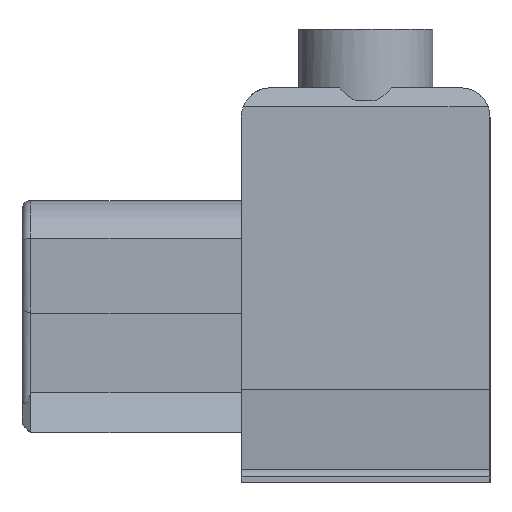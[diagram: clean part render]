
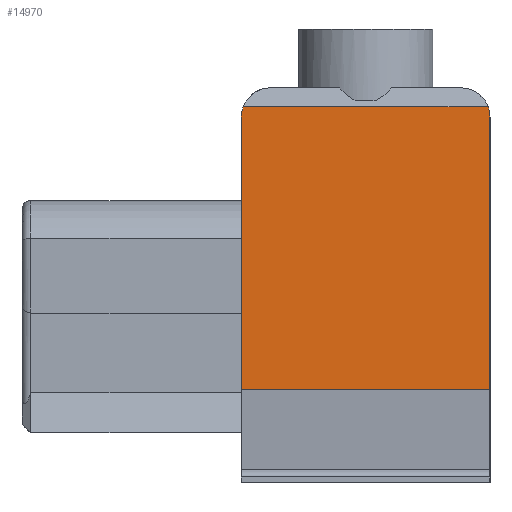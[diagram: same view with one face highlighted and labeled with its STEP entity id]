
A CAD part, left-side view. The second image highlights one B-rep face of the part: STEP entity #14970.
In plain terms, the highlighted planar face has unit normal (-1, 0, 0).
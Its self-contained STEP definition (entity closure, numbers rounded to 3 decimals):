
#494=CIRCLE('',#15754,1.);
#495=CIRCLE('',#15755,1.);
#1463=ORIENTED_EDGE('',*,*,#3943,.F.);
#1464=ORIENTED_EDGE('',*,*,#4632,.T.);
#1465=ORIENTED_EDGE('',*,*,#4061,.T.);
#1466=ORIENTED_EDGE('',*,*,#4633,.T.);
#1467=ORIENTED_EDGE('',*,*,#4634,.F.);
#1468=ORIENTED_EDGE('',*,*,#4635,.T.);
#3943=EDGE_CURVE('',#5558,#5559,#6590,.T.);
#4061=EDGE_CURVE('',#5677,#5676,#6690,.T.);
#4632=EDGE_CURVE('',#5558,#5677,#7118,.T.);
#4633=EDGE_CURVE('',#5676,#6184,#494,.T.);
#4634=EDGE_CURVE('',#6185,#6184,#7119,.T.);
#4635=EDGE_CURVE('',#6185,#5559,#495,.T.);
#5558=VERTEX_POINT('',#19873);
#5559=VERTEX_POINT('',#19875);
#5676=VERTEX_POINT('',#20110);
#5677=VERTEX_POINT('',#20112);
#6184=VERTEX_POINT('',#21287);
#6185=VERTEX_POINT('',#21289);
#6590=LINE('',#19874,#7779);
#6690=LINE('',#20111,#7879);
#7118=LINE('',#21285,#8307);
#7119=LINE('',#21288,#8308);
#7779=VECTOR('',#16598,1000.);
#7879=VECTOR('',#16736,1000.);
#8307=VECTOR('',#17642,1000.);
#8308=VECTOR('',#17645,1000.);
#9046=EDGE_LOOP('',(#1463,#1464,#1465,#1466,#1467,#1468));
#9703=FACE_BOUND('',#9046,.T.);
#10323=PLANE('',#15753);
#14970=ADVANCED_FACE('',(#9703),#10323,.T.);
#15753=AXIS2_PLACEMENT_3D('',#21284,#17640,#17641);
#15754=AXIS2_PLACEMENT_3D('',#21286,#17643,#17644);
#15755=AXIS2_PLACEMENT_3D('',#21290,#17646,#17647);
#16598=DIRECTION('',(0.,0.,1.));
#16736=DIRECTION('',(0.,0.,1.));
#17640=DIRECTION('',(-1.,0.,0.));
#17641=DIRECTION('',(0.,0.,1.));
#17642=DIRECTION('',(0.,-1.,0.));
#17643=DIRECTION('',(-1.,0.,0.));
#17644=DIRECTION('',(0.,0.,1.));
#17645=DIRECTION('',(0.,-1.,0.));
#17646=DIRECTION('',(-1.,0.,0.));
#17647=DIRECTION('',(0.,0.,1.));
#19873=CARTESIAN_POINT('',(-20.,4.25,-3.));
#19874=CARTESIAN_POINT('',(-20.,4.25,-6.2));
#19875=CARTESIAN_POINT('',(-20.,4.25,6.3));
#20110=CARTESIAN_POINT('',(-20.,-4.25,6.3));
#20111=CARTESIAN_POINT('',(-20.,-4.25,-6.2));
#20112=CARTESIAN_POINT('',(-20.,-4.25,-3.));
#21284=CARTESIAN_POINT('',(-20.,-4.25,-6.2));
#21285=CARTESIAN_POINT('',(-20.,39.702,-3.));
#21286=CARTESIAN_POINT('',(-20.,-3.25,6.3));
#21287=CARTESIAN_POINT('',(-20.,-4.187,6.65));
#21288=CARTESIAN_POINT('',(-20.,4.25,6.65));
#21289=CARTESIAN_POINT('',(-20.,4.187,6.65));
#21290=CARTESIAN_POINT('',(-20.,3.25,6.3));
